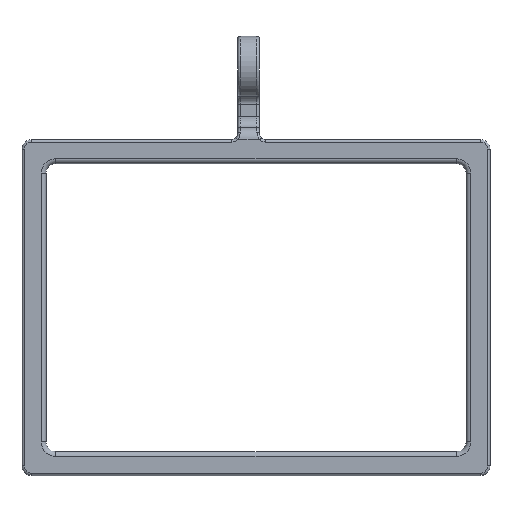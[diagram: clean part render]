
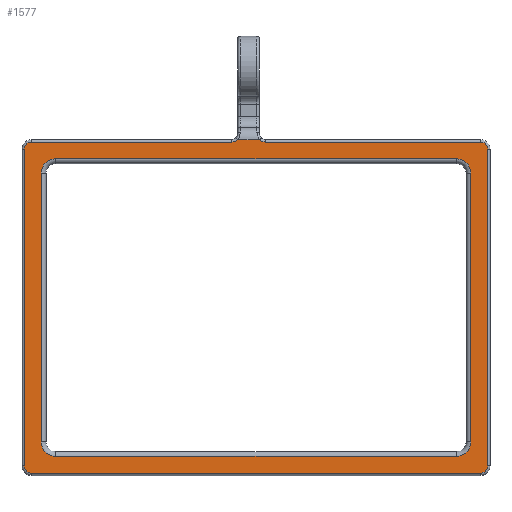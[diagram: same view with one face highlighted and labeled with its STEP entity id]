
A CAD part, front view. The second image highlights one B-rep face of the part: STEP entity #1577.
In plain terms, the highlighted planar face has unit normal (0, -1, 0).
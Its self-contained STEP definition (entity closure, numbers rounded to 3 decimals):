
#27=FACE_BOUND('',#416,.T.);
#37=PLANE('',#1714);
#55=LINE('',#2521,#152);
#57=LINE('',#2533,#154);
#59=LINE('',#2545,#156);
#60=LINE('',#2553,#157);
#69=LINE('',#2578,#166);
#70=LINE('',#2582,#167);
#71=LINE('',#2586,#168);
#72=LINE('',#2590,#169);
#73=LINE('',#2594,#170);
#74=LINE('',#2597,#171);
#152=VECTOR('',#1942,10.);
#154=VECTOR('',#1956,10.);
#156=VECTOR('',#1970,10.);
#157=VECTOR('',#1981,10.);
#166=VECTOR('',#2006,10.);
#167=VECTOR('',#2009,10.);
#168=VECTOR('',#2012,10.);
#169=VECTOR('',#2015,10.);
#170=VECTOR('',#2018,10.);
#171=VECTOR('',#2021,10.);
#310=FACE_OUTER_BOUND('',#415,.T.);
#415=EDGE_LOOP('',(#1089,#1090,#1091,#1092,#1093,#1094,#1095,#1096,#1097,
#1098,#1099,#1100));
#416=EDGE_LOOP('',(#1101,#1102,#1103,#1104,#1105,#1106,#1107,#1108));
#517=CIRCLE('',#1686,6.);
#523=CIRCLE('',#1694,6.);
#527=CIRCLE('',#1700,6.);
#531=CIRCLE('',#1706,6.);
#534=CIRCLE('',#1715,3.5);
#535=CIRCLE('',#1716,3.);
#536=CIRCLE('',#1717,3.);
#537=CIRCLE('',#1718,3.);
#538=CIRCLE('',#1719,3.);
#539=CIRCLE('',#1720,3.5);
#655=VERTEX_POINT('',#2509);
#656=VERTEX_POINT('',#2511);
#658=VERTEX_POINT('',#2517);
#660=VERTEX_POINT('',#2523);
#662=VERTEX_POINT('',#2529);
#664=VERTEX_POINT('',#2535);
#666=VERTEX_POINT('',#2541);
#668=VERTEX_POINT('',#2547);
#675=VERTEX_POINT('',#2574);
#676=VERTEX_POINT('',#2575);
#677=VERTEX_POINT('',#2577);
#678=VERTEX_POINT('',#2579);
#679=VERTEX_POINT('',#2581);
#680=VERTEX_POINT('',#2583);
#681=VERTEX_POINT('',#2585);
#682=VERTEX_POINT('',#2587);
#683=VERTEX_POINT('',#2589);
#684=VERTEX_POINT('',#2591);
#685=VERTEX_POINT('',#2593);
#686=VERTEX_POINT('',#2595);
#797=EDGE_CURVE('',#655,#656,#517,.T.);
#802=EDGE_CURVE('',#656,#658,#55,.T.);
#805=EDGE_CURVE('',#658,#660,#523,.T.);
#808=EDGE_CURVE('',#660,#662,#57,.T.);
#811=EDGE_CURVE('',#662,#664,#527,.T.);
#814=EDGE_CURVE('',#664,#666,#59,.T.);
#817=EDGE_CURVE('',#666,#668,#531,.T.);
#818=EDGE_CURVE('',#668,#655,#60,.T.);
#829=EDGE_CURVE('',#675,#676,#534,.T.);
#830=EDGE_CURVE('',#677,#675,#69,.T.);
#831=EDGE_CURVE('',#678,#677,#535,.T.);
#832=EDGE_CURVE('',#679,#678,#70,.T.);
#833=EDGE_CURVE('',#680,#679,#536,.T.);
#834=EDGE_CURVE('',#681,#680,#71,.T.);
#835=EDGE_CURVE('',#682,#681,#537,.T.);
#836=EDGE_CURVE('',#683,#682,#72,.T.);
#837=EDGE_CURVE('',#684,#683,#538,.T.);
#838=EDGE_CURVE('',#685,#684,#73,.T.);
#839=EDGE_CURVE('',#686,#685,#539,.T.);
#840=EDGE_CURVE('',#676,#686,#74,.T.);
#1089=ORIENTED_EDGE('',*,*,#829,.F.);
#1090=ORIENTED_EDGE('',*,*,#830,.F.);
#1091=ORIENTED_EDGE('',*,*,#831,.F.);
#1092=ORIENTED_EDGE('',*,*,#832,.F.);
#1093=ORIENTED_EDGE('',*,*,#833,.F.);
#1094=ORIENTED_EDGE('',*,*,#834,.F.);
#1095=ORIENTED_EDGE('',*,*,#835,.F.);
#1096=ORIENTED_EDGE('',*,*,#836,.F.);
#1097=ORIENTED_EDGE('',*,*,#837,.F.);
#1098=ORIENTED_EDGE('',*,*,#838,.F.);
#1099=ORIENTED_EDGE('',*,*,#839,.F.);
#1100=ORIENTED_EDGE('',*,*,#840,.F.);
#1101=ORIENTED_EDGE('',*,*,#797,.F.);
#1102=ORIENTED_EDGE('',*,*,#818,.F.);
#1103=ORIENTED_EDGE('',*,*,#817,.F.);
#1104=ORIENTED_EDGE('',*,*,#814,.F.);
#1105=ORIENTED_EDGE('',*,*,#811,.F.);
#1106=ORIENTED_EDGE('',*,*,#808,.F.);
#1107=ORIENTED_EDGE('',*,*,#805,.F.);
#1108=ORIENTED_EDGE('',*,*,#802,.F.);
#1577=ADVANCED_FACE('',(#310,#27),#37,.T.);
#1686=AXIS2_PLACEMENT_3D('',#2512,#1931,#1932);
#1694=AXIS2_PLACEMENT_3D('',#2527,#1949,#1950);
#1700=AXIS2_PLACEMENT_3D('',#2539,#1963,#1964);
#1706=AXIS2_PLACEMENT_3D('',#2551,#1977,#1978);
#1714=AXIS2_PLACEMENT_3D('',#2573,#2002,#2003);
#1715=AXIS2_PLACEMENT_3D('',#2576,#2004,#2005);
#1716=AXIS2_PLACEMENT_3D('',#2580,#2007,#2008);
#1717=AXIS2_PLACEMENT_3D('',#2584,#2010,#2011);
#1718=AXIS2_PLACEMENT_3D('',#2588,#2013,#2014);
#1719=AXIS2_PLACEMENT_3D('',#2592,#2016,#2017);
#1720=AXIS2_PLACEMENT_3D('',#2596,#2019,#2020);
#1931=DIRECTION('center_axis',(0.,-1.,0.));
#1932=DIRECTION('ref_axis',(0.707,0.,0.707));
#1942=DIRECTION('',(-1.,0.,0.));
#1949=DIRECTION('center_axis',(0.,-1.,0.));
#1950=DIRECTION('ref_axis',(-0.707,0.,0.707));
#1956=DIRECTION('',(0.,0.,-1.));
#1963=DIRECTION('center_axis',(0.,-1.,0.));
#1964=DIRECTION('ref_axis',(-0.707,0.,-0.707));
#1970=DIRECTION('',(1.,0.,0.));
#1977=DIRECTION('center_axis',(0.,-1.,0.));
#1978=DIRECTION('ref_axis',(0.707,0.,-0.707));
#1981=DIRECTION('',(0.,0.,1.));
#2002=DIRECTION('center_axis',(0.,-1.,0.));
#2003=DIRECTION('ref_axis',(0.,0.,
1.));
#2004=DIRECTION('center_axis',(0.,-1.,0.));
#2005=DIRECTION('ref_axis',(0.,0.,
-1.));
#2006=DIRECTION('',(1.,0.,0.));
#2007=DIRECTION('center_axis',(0.,1.,0.));
#2008=DIRECTION('ref_axis',(-0.707,0.,0.707));
#2009=DIRECTION('',(0.,0.,1.));
#2010=DIRECTION('center_axis',(0.,1.,0.));
#2011=DIRECTION('ref_axis',(-0.707,0.,-0.707));
#2012=DIRECTION('',(-1.,0.,0.));
#2013=DIRECTION('center_axis',(0.,1.,0.));
#2014=DIRECTION('ref_axis',(0.707,0.,-0.707));
#2015=DIRECTION('',(0.,0.,-1.));
#2016=DIRECTION('center_axis',(0.,1.,0.));
#2017=DIRECTION('ref_axis',(0.707,0.,0.707));
#2018=DIRECTION('',(1.,0.,0.));
#2019=DIRECTION('center_axis',(0.,-1.,0.));
#2020=DIRECTION('ref_axis',(0.,0.,
-1.));
#2021=DIRECTION('',(1.,0.,0.));
#2509=CARTESIAN_POINT('',(89.5,-155.942,125.986));
#2511=CARTESIAN_POINT('',(83.5,-155.942,131.986));
#2512=CARTESIAN_POINT('Origin',(83.5,-155.942,125.986));
#2517=CARTESIAN_POINT('',(-83.5,-155.942,131.986));
#2521=CARTESIAN_POINT('',(-3.103,-155.942,131.986));
#2523=CARTESIAN_POINT('',(-89.5,-155.942,125.986));
#2527=CARTESIAN_POINT('Origin',(-83.5,-155.942,125.986));
#2529=CARTESIAN_POINT('',(-89.5,-155.942,14.));
#2533=CARTESIAN_POINT('',(-89.5,-155.942,60.986));
#2535=CARTESIAN_POINT('',(-83.5,-155.942,8.));
#2539=CARTESIAN_POINT('Origin',(-83.5,-155.942,14.));
#2541=CARTESIAN_POINT('',(83.5,-155.942,8.));
#2545=CARTESIAN_POINT('',(1.397,-155.942,8.));
#2547=CARTESIAN_POINT('',(89.5,-155.942,14.));
#2551=CARTESIAN_POINT('Origin',(83.5,-155.942,14.));
#2553=CARTESIAN_POINT('',(89.5,-155.942,0.993));
#2573=CARTESIAN_POINT('Origin',(1.397,-155.942,-8.014));
#2574=CARTESIAN_POINT('',(-10.103,-155.942,138.986));
#2575=CARTESIAN_POINT('',(-7.654,-155.942,139.986));
#2576=CARTESIAN_POINT('Origin',(-10.103,-155.942,142.486));
#2577=CARTESIAN_POINT('',(-93.5,-155.942,138.986));
#2578=CARTESIAN_POINT('',(-48.052,-155.942,138.986));
#2579=CARTESIAN_POINT('',(-96.5,-155.942,135.986));
#2580=CARTESIAN_POINT('Origin',(-93.5,-155.942,135.986));
#2581=CARTESIAN_POINT('',(-96.5,-155.942,4.));
#2582=CARTESIAN_POINT('',(-96.5,-155.942,-4.007));
#2583=CARTESIAN_POINT('',(-93.5,-155.942,1.));
#2584=CARTESIAN_POINT('Origin',(-93.5,-155.942,4.));
#2585=CARTESIAN_POINT('',(93.5,-155.942,1.));
#2586=CARTESIAN_POINT('',(-3.103,-155.942,1.));
#2587=CARTESIAN_POINT('',(96.5,-155.942,4.));
#2588=CARTESIAN_POINT('Origin',(93.5,-155.942,4.));
#2589=CARTESIAN_POINT('',(96.5,-155.942,135.986));
#2590=CARTESIAN_POINT('',(96.5,-155.942,65.986));
#2591=CARTESIAN_POINT('',(93.5,-155.942,138.986));
#2592=CARTESIAN_POINT('Origin',(93.5,-155.942,135.986));
#2593=CARTESIAN_POINT('',(3.897,-155.942,138.986));
#2594=CARTESIAN_POINT('',(-48.052,-155.942,138.986));
#2595=CARTESIAN_POINT('',(1.447,-155.942,139.986));
#2596=CARTESIAN_POINT('Origin',(3.897,-155.942,142.486));
#2597=CARTESIAN_POINT('',(-97.5,-155.942,139.986));
